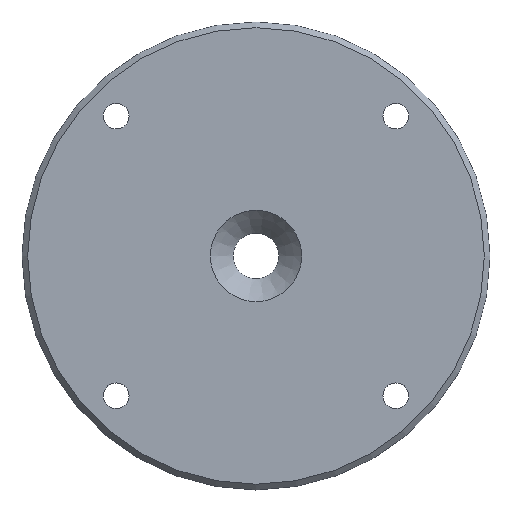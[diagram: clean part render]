
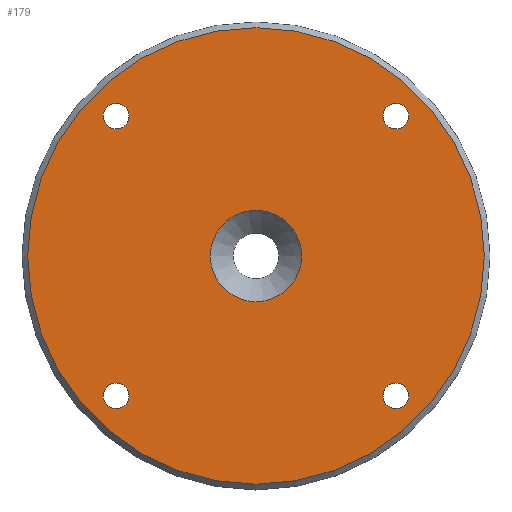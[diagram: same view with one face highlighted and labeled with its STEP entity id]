
A CAD part, top view. The second image highlights one B-rep face of the part: STEP entity #179.
In plain terms, the highlighted planar face has unit normal (0, 0, 1).
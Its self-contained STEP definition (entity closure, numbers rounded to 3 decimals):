
#15=FACE_BOUND('',#48,.T.);
#16=FACE_BOUND('',#49,.T.);
#17=FACE_BOUND('',#50,.T.);
#18=FACE_BOUND('',#51,.T.);
#19=FACE_BOUND('',#52,.T.);
#25=PLANE('',#209);
#37=FACE_OUTER_BOUND('',#47,.T.);
#47=EDGE_LOOP('',(#145));
#48=EDGE_LOOP('',(#146));
#49=EDGE_LOOP('',(#147));
#50=EDGE_LOOP('',(#148));
#51=EDGE_LOOP('',(#149));
#52=EDGE_LOOP('',(#150));
#79=CIRCLE('',#200,8.);
#82=CIRCLE('',#205,40.);
#85=CIRCLE('',#210,2.25);
#86=CIRCLE('',#211,2.25);
#87=CIRCLE('',#212,2.25);
#88=CIRCLE('',#213,2.25);
#93=VERTEX_POINT('',#283);
#96=VERTEX_POINT('',#293);
#99=VERTEX_POINT('',#303);
#100=VERTEX_POINT('',#305);
#101=VERTEX_POINT('',#307);
#102=VERTEX_POINT('',#309);
#107=EDGE_CURVE('',#93,#93,#79,.T.);
#112=EDGE_CURVE('',#96,#96,#82,.T.);
#117=EDGE_CURVE('',#99,#99,#85,.T.);
#118=EDGE_CURVE('',#100,#100,#86,.T.);
#119=EDGE_CURVE('',#101,#101,#87,.T.);
#120=EDGE_CURVE('',#102,#102,#88,.T.);
#145=ORIENTED_EDGE('',*,*,#112,.F.);
#146=ORIENTED_EDGE('',*,*,#107,.T.);
#147=ORIENTED_EDGE('',*,*,#117,.T.);
#148=ORIENTED_EDGE('',*,*,#118,.T.);
#149=ORIENTED_EDGE('',*,*,#119,.T.);
#150=ORIENTED_EDGE('',*,*,#120,.T.);
#179=ADVANCED_FACE('',(#37,#15,#16,#17,#18,#19),#25,.T.);
#200=AXIS2_PLACEMENT_3D('',#284,#227,#228);
#205=AXIS2_PLACEMENT_3D('',#294,#239,#240);
#209=AXIS2_PLACEMENT_3D('',#302,#249,#250);
#210=AXIS2_PLACEMENT_3D('',#304,#251,#252);
#211=AXIS2_PLACEMENT_3D('',#306,#253,#254);
#212=AXIS2_PLACEMENT_3D('',#308,#255,#256);
#213=AXIS2_PLACEMENT_3D('',#310,#257,#258);
#227=DIRECTION('center_axis',(0.,0.,-1.));
#228=DIRECTION('ref_axis',(1.,0.,0.));
#239=DIRECTION('center_axis',(0.,0.,-1.));
#240=DIRECTION('ref_axis',(1.,0.,0.));
#249=DIRECTION('center_axis',(0.,0.,1.));
#250=DIRECTION('ref_axis',(1.,0.,0.));
#251=DIRECTION('center_axis',(0.,0.,-1.));
#252=DIRECTION('ref_axis',(1.,0.,0.));
#253=DIRECTION('center_axis',(0.,0.,-1.));
#254=DIRECTION('ref_axis',(1.,0.,0.));
#255=DIRECTION('center_axis',(0.,0.,-1.));
#256=DIRECTION('ref_axis',(1.,0.,0.));
#257=DIRECTION('center_axis',(0.,0.,-1.));
#258=DIRECTION('ref_axis',(1.,0.,0.));
#283=CARTESIAN_POINT('',(-8.,0.,5.));
#284=CARTESIAN_POINT('Origin',(0.,0.,5.));
#293=CARTESIAN_POINT('',(-40.,0.,5.));
#294=CARTESIAN_POINT('Origin',(0.,0.,5.));
#302=CARTESIAN_POINT('Origin',(0.,0.,5.));
#303=CARTESIAN_POINT('',(-26.75,-24.5,5.));
#304=CARTESIAN_POINT('Origin',(-24.5,-24.5,5.));
#305=CARTESIAN_POINT('',(-26.75,24.5,5.));
#306=CARTESIAN_POINT('Origin',(-24.5,24.5,5.));
#307=CARTESIAN_POINT('',(22.25,24.5,5.));
#308=CARTESIAN_POINT('Origin',(24.5,24.5,5.));
#309=CARTESIAN_POINT('',(22.25,-24.5,5.));
#310=CARTESIAN_POINT('Origin',(24.5,-24.5,5.));
